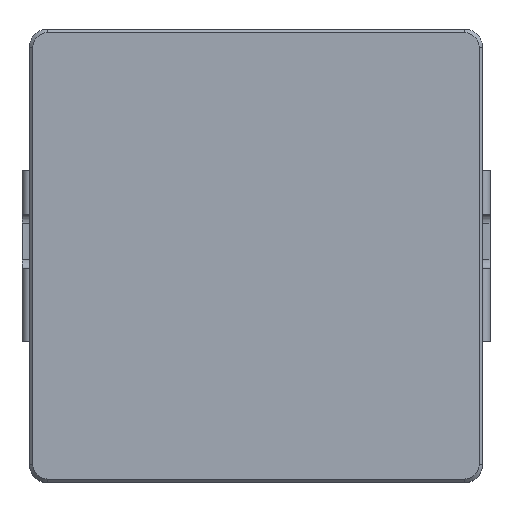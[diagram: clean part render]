
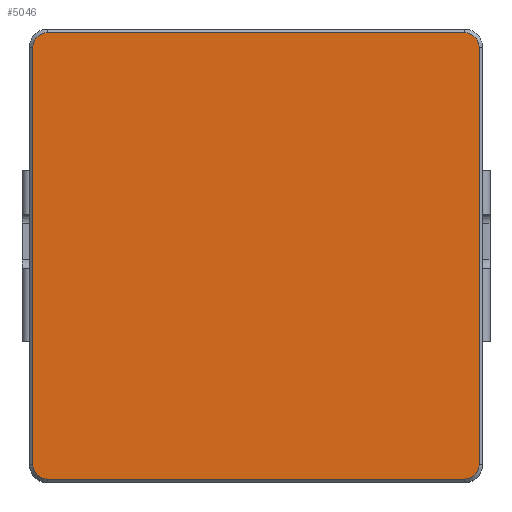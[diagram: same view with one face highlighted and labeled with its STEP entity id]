
A CAD part, top view. The second image highlights one B-rep face of the part: STEP entity #5046.
In plain terms, the highlighted face is planar.
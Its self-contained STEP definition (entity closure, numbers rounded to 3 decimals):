
#5046 = ADVANCED_FACE('',(#5047),#5061,.T.);
#5047 = FACE_BOUND('',#5048,.T.);
#5048 = EDGE_LOOP('',(#5049,#5084,#5113,#5141,#5170,#5198,#5227,#5255));
#5049 = ORIENTED_EDGE('',*,*,#5050,.T.);
#5050 = EDGE_CURVE('',#5051,#5053,#5055,.T.);
#5051 = VERTEX_POINT('',#5052);
#5052 = CARTESIAN_POINT('',(-6.3,-5.9,0.05));
#5053 = VERTEX_POINT('',#5054);
#5054 = CARTESIAN_POINT('',(-6.3,5.6,0.05));
#5055 = SURFACE_CURVE('',#5056,(#5060,#5072),.PCURVE_S1.);
#5056 = LINE('',#5057,#5058);
#5057 = CARTESIAN_POINT('',(-6.3,-0.15,0.05));
#5058 = VECTOR('',#5059,1.);
#5059 = DIRECTION('',(0.,1.,0.));
#5060 = PCURVE('',#5061,#5066);
#5061 = PLANE('',#5062);
#5062 = AXIS2_PLACEMENT_3D('',#5063,#5064,#5065);
#5063 = CARTESIAN_POINT('',(-0.15,-0.15,0.05));
#5064 = DIRECTION('',(0.,0.,-1.));
#5065 = DIRECTION('',(-1.,0.,0.));
#5066 = DEFINITIONAL_REPRESENTATION('',(#5067),#5071);
#5067 = LINE('',#5068,#5069);
#5068 = CARTESIAN_POINT('',(6.15,0.));
#5069 = VECTOR('',#5070,1.);
#5070 = DIRECTION('',(0.,1.));
#5071 = ( GEOMETRIC_REPRESENTATION_CONTEXT(2) 
PARAMETRIC_REPRESENTATION_CONTEXT() REPRESENTATION_CONTEXT('2D SPACE',''
  ) );
#5072 = PCURVE('',#5073,#5078);
#5073 = PLANE('',#5074);
#5074 = AXIS2_PLACEMENT_3D('',#5075,#5076,#5077);
#5075 = CARTESIAN_POINT('',(-6.3,-0.15,0.05));
#5076 = DIRECTION('',(0.707,0.,0.707));
#5077 = DIRECTION('',(0.707,0.,-0.707));
#5078 = DEFINITIONAL_REPRESENTATION('',(#5079),#5083);
#5079 = LINE('',#5080,#5081);
#5080 = CARTESIAN_POINT('',(0.,0.));
#5081 = VECTOR('',#5082,1.);
#5082 = DIRECTION('',(0.,1.));
#5083 = ( GEOMETRIC_REPRESENTATION_CONTEXT(2) 
PARAMETRIC_REPRESENTATION_CONTEXT() REPRESENTATION_CONTEXT('2D SPACE',''
  ) );
#5084 = ORIENTED_EDGE('',*,*,#5085,.T.);
#5085 = EDGE_CURVE('',#5053,#5086,#5088,.T.);
#5086 = VERTEX_POINT('',#5087);
#5087 = CARTESIAN_POINT('',(-5.9,6.,0.05));
#5088 = SURFACE_CURVE('',#5089,(#5094,#5101),.PCURVE_S1.);
#5089 = CIRCLE('',#5090,0.4);
#5090 = AXIS2_PLACEMENT_3D('',#5091,#5092,#5093);
#5091 = CARTESIAN_POINT('',(-5.9,5.6,0.05));
#5092 = DIRECTION('',(0.,0.,-1.));
#5093 = DIRECTION('',(-1.,0.,0.));
#5094 = PCURVE('',#5061,#5095);
#5095 = DEFINITIONAL_REPRESENTATION('',(#5096),#5100);
#5096 = CIRCLE('',#5097,0.4);
#5097 = AXIS2_PLACEMENT_2D('',#5098,#5099);
#5098 = CARTESIAN_POINT('',(5.75,5.75));
#5099 = DIRECTION('',(1.,0.));
#5100 = ( GEOMETRIC_REPRESENTATION_CONTEXT(2) 
PARAMETRIC_REPRESENTATION_CONTEXT() REPRESENTATION_CONTEXT('2D SPACE',''
  ) );
#5101 = PCURVE('',#5102,#5107);
#5102 = CONICAL_SURFACE('',#5103,0.4,0.785);
#5103 = AXIS2_PLACEMENT_3D('',#5104,#5105,#5106);
#5104 = CARTESIAN_POINT('',(-5.9,5.6,0.05));
#5105 = DIRECTION('',(0.,0.,1.));
#5106 = DIRECTION('',(1.,0.,-0.));
#5107 = DEFINITIONAL_REPRESENTATION('',(#5108),#5112);
#5108 = LINE('',#5109,#5110);
#5109 = CARTESIAN_POINT('',(3.142,0.));
#5110 = VECTOR('',#5111,1.);
#5111 = DIRECTION('',(-1.,0.));
#5112 = ( GEOMETRIC_REPRESENTATION_CONTEXT(2) 
PARAMETRIC_REPRESENTATION_CONTEXT() REPRESENTATION_CONTEXT('2D SPACE',''
  ) );
#5113 = ORIENTED_EDGE('',*,*,#5114,.T.);
#5114 = EDGE_CURVE('',#5086,#5115,#5117,.T.);
#5115 = VERTEX_POINT('',#5116);
#5116 = CARTESIAN_POINT('',(5.6,6.,0.05));
#5117 = SURFACE_CURVE('',#5118,(#5122,#5129),.PCURVE_S1.);
#5118 = LINE('',#5119,#5120);
#5119 = CARTESIAN_POINT('',(-0.15,6.,0.05));
#5120 = VECTOR('',#5121,1.);
#5121 = DIRECTION('',(1.,0.,0.));
#5122 = PCURVE('',#5061,#5123);
#5123 = DEFINITIONAL_REPRESENTATION('',(#5124),#5128);
#5124 = LINE('',#5125,#5126);
#5125 = CARTESIAN_POINT('',(0.,6.15));
#5126 = VECTOR('',#5127,1.);
#5127 = DIRECTION('',(-1.,0.));
#5128 = ( GEOMETRIC_REPRESENTATION_CONTEXT(2) 
PARAMETRIC_REPRESENTATION_CONTEXT() REPRESENTATION_CONTEXT('2D SPACE',''
  ) );
#5129 = PCURVE('',#5130,#5135);
#5130 = PLANE('',#5131);
#5131 = AXIS2_PLACEMENT_3D('',#5132,#5133,#5134);
#5132 = CARTESIAN_POINT('',(-0.15,6.,0.05));
#5133 = DIRECTION('',(0.,-0.707,0.707));
#5134 = DIRECTION('',(0.,-0.707,-0.707));
#5135 = DEFINITIONAL_REPRESENTATION('',(#5136),#5140);
#5136 = LINE('',#5137,#5138);
#5137 = CARTESIAN_POINT('',(0.,0.));
#5138 = VECTOR('',#5139,1.);
#5139 = DIRECTION('',(0.,1.));
#5140 = ( GEOMETRIC_REPRESENTATION_CONTEXT(2) 
PARAMETRIC_REPRESENTATION_CONTEXT() REPRESENTATION_CONTEXT('2D SPACE',''
  ) );
#5141 = ORIENTED_EDGE('',*,*,#5142,.T.);
#5142 = EDGE_CURVE('',#5115,#5143,#5145,.T.);
#5143 = VERTEX_POINT('',#5144);
#5144 = CARTESIAN_POINT('',(6.,5.6,0.05));
#5145 = SURFACE_CURVE('',#5146,(#5151,#5158),.PCURVE_S1.);
#5146 = CIRCLE('',#5147,0.4);
#5147 = AXIS2_PLACEMENT_3D('',#5148,#5149,#5150);
#5148 = CARTESIAN_POINT('',(5.6,5.6,0.05));
#5149 = DIRECTION('',(0.,0.,-1.));
#5150 = DIRECTION('',(-1.,0.,0.));
#5151 = PCURVE('',#5061,#5152);
#5152 = DEFINITIONAL_REPRESENTATION('',(#5153),#5157);
#5153 = CIRCLE('',#5154,0.4);
#5154 = AXIS2_PLACEMENT_2D('',#5155,#5156);
#5155 = CARTESIAN_POINT('',(-5.75,5.75));
#5156 = DIRECTION('',(1.,0.));
#5157 = ( GEOMETRIC_REPRESENTATION_CONTEXT(2) 
PARAMETRIC_REPRESENTATION_CONTEXT() REPRESENTATION_CONTEXT('2D SPACE',''
  ) );
#5158 = PCURVE('',#5159,#5164);
#5159 = CONICAL_SURFACE('',#5160,0.4,0.785);
#5160 = AXIS2_PLACEMENT_3D('',#5161,#5162,#5163);
#5161 = CARTESIAN_POINT('',(5.6,5.6,0.05));
#5162 = DIRECTION('',(0.,0.,1.));
#5163 = DIRECTION('',(1.,0.,-0.));
#5164 = DEFINITIONAL_REPRESENTATION('',(#5165),#5169);
#5165 = LINE('',#5166,#5167);
#5166 = CARTESIAN_POINT('',(3.142,0.));
#5167 = VECTOR('',#5168,1.);
#5168 = DIRECTION('',(-1.,0.));
#5169 = ( GEOMETRIC_REPRESENTATION_CONTEXT(2) 
PARAMETRIC_REPRESENTATION_CONTEXT() REPRESENTATION_CONTEXT('2D SPACE',''
  ) );
#5170 = ORIENTED_EDGE('',*,*,#5171,.T.);
#5171 = EDGE_CURVE('',#5143,#5172,#5174,.T.);
#5172 = VERTEX_POINT('',#5173);
#5173 = CARTESIAN_POINT('',(6.,-5.9,0.05));
#5174 = SURFACE_CURVE('',#5175,(#5179,#5186),.PCURVE_S1.);
#5175 = LINE('',#5176,#5177);
#5176 = CARTESIAN_POINT('',(6.,-0.15,0.05));
#5177 = VECTOR('',#5178,1.);
#5178 = DIRECTION('',(0.,-1.,0.));
#5179 = PCURVE('',#5061,#5180);
#5180 = DEFINITIONAL_REPRESENTATION('',(#5181),#5185);
#5181 = LINE('',#5182,#5183);
#5182 = CARTESIAN_POINT('',(-6.15,0.));
#5183 = VECTOR('',#5184,1.);
#5184 = DIRECTION('',(0.,-1.));
#5185 = ( GEOMETRIC_REPRESENTATION_CONTEXT(2) 
PARAMETRIC_REPRESENTATION_CONTEXT() REPRESENTATION_CONTEXT('2D SPACE',''
  ) );
#5186 = PCURVE('',#5187,#5192);
#5187 = PLANE('',#5188);
#5188 = AXIS2_PLACEMENT_3D('',#5189,#5190,#5191);
#5189 = CARTESIAN_POINT('',(6.1,-0.15,0.15));
#5190 = DIRECTION('',(-0.707,0.,0.707));
#5191 = DIRECTION('',(0.707,0.,0.707));
#5192 = DEFINITIONAL_REPRESENTATION('',(#5193),#5197);
#5193 = LINE('',#5194,#5195);
#5194 = CARTESIAN_POINT('',(-0.141,0.));
#5195 = VECTOR('',#5196,1.);
#5196 = DIRECTION('',(0.,-1.));
#5197 = ( GEOMETRIC_REPRESENTATION_CONTEXT(2) 
PARAMETRIC_REPRESENTATION_CONTEXT() REPRESENTATION_CONTEXT('2D SPACE',''
  ) );
#5198 = ORIENTED_EDGE('',*,*,#5199,.T.);
#5199 = EDGE_CURVE('',#5172,#5200,#5202,.T.);
#5200 = VERTEX_POINT('',#5201);
#5201 = CARTESIAN_POINT('',(5.6,-6.3,0.05));
#5202 = SURFACE_CURVE('',#5203,(#5208,#5215),.PCURVE_S1.);
#5203 = CIRCLE('',#5204,0.4);
#5204 = AXIS2_PLACEMENT_3D('',#5205,#5206,#5207);
#5205 = CARTESIAN_POINT('',(5.6,-5.9,0.05));
#5206 = DIRECTION('',(0.,0.,-1.));
#5207 = DIRECTION('',(-1.,0.,0.));
#5208 = PCURVE('',#5061,#5209);
#5209 = DEFINITIONAL_REPRESENTATION('',(#5210),#5214);
#5210 = CIRCLE('',#5211,0.4);
#5211 = AXIS2_PLACEMENT_2D('',#5212,#5213);
#5212 = CARTESIAN_POINT('',(-5.75,-5.75));
#5213 = DIRECTION('',(1.,0.));
#5214 = ( GEOMETRIC_REPRESENTATION_CONTEXT(2) 
PARAMETRIC_REPRESENTATION_CONTEXT() REPRESENTATION_CONTEXT('2D SPACE',''
  ) );
#5215 = PCURVE('',#5216,#5221);
#5216 = CONICAL_SURFACE('',#5217,0.4,0.785);
#5217 = AXIS2_PLACEMENT_3D('',#5218,#5219,#5220);
#5218 = CARTESIAN_POINT('',(5.6,-5.9,0.05));
#5219 = DIRECTION('',(0.,0.,1.));
#5220 = DIRECTION('',(1.,0.,-0.));
#5221 = DEFINITIONAL_REPRESENTATION('',(#5222),#5226);
#5222 = LINE('',#5223,#5224);
#5223 = CARTESIAN_POINT('',(9.425,0.));
#5224 = VECTOR('',#5225,1.);
#5225 = DIRECTION('',(-1.,0.));
#5226 = ( GEOMETRIC_REPRESENTATION_CONTEXT(2) 
PARAMETRIC_REPRESENTATION_CONTEXT() REPRESENTATION_CONTEXT('2D SPACE',''
  ) );
#5227 = ORIENTED_EDGE('',*,*,#5228,.T.);
#5228 = EDGE_CURVE('',#5200,#5229,#5231,.T.);
#5229 = VERTEX_POINT('',#5230);
#5230 = CARTESIAN_POINT('',(-5.9,-6.3,0.05));
#5231 = SURFACE_CURVE('',#5232,(#5236,#5243),.PCURVE_S1.);
#5232 = LINE('',#5233,#5234);
#5233 = CARTESIAN_POINT('',(-0.15,-6.3,0.05));
#5234 = VECTOR('',#5235,1.);
#5235 = DIRECTION('',(-1.,0.,0.));
#5236 = PCURVE('',#5061,#5237);
#5237 = DEFINITIONAL_REPRESENTATION('',(#5238),#5242);
#5238 = LINE('',#5239,#5240);
#5239 = CARTESIAN_POINT('',(0.,-6.15));
#5240 = VECTOR('',#5241,1.);
#5241 = DIRECTION('',(1.,0.));
#5242 = ( GEOMETRIC_REPRESENTATION_CONTEXT(2) 
PARAMETRIC_REPRESENTATION_CONTEXT() REPRESENTATION_CONTEXT('2D SPACE',''
  ) );
#5243 = PCURVE('',#5244,#5249);
#5244 = PLANE('',#5245);
#5245 = AXIS2_PLACEMENT_3D('',#5246,#5247,#5248);
#5246 = CARTESIAN_POINT('',(-0.15,-6.3,0.05));
#5247 = DIRECTION('',(0.,0.707,0.707));
#5248 = DIRECTION('',(0.,-0.707,0.707));
#5249 = DEFINITIONAL_REPRESENTATION('',(#5250),#5254);
#5250 = LINE('',#5251,#5252);
#5251 = CARTESIAN_POINT('',(0.,0.));
#5252 = VECTOR('',#5253,1.);
#5253 = DIRECTION('',(0.,-1.));
#5254 = ( GEOMETRIC_REPRESENTATION_CONTEXT(2) 
PARAMETRIC_REPRESENTATION_CONTEXT() REPRESENTATION_CONTEXT('2D SPACE',''
  ) );
#5255 = ORIENTED_EDGE('',*,*,#5256,.T.);
#5256 = EDGE_CURVE('',#5229,#5051,#5257,.T.);
#5257 = SURFACE_CURVE('',#5258,(#5263,#5270),.PCURVE_S1.);
#5258 = CIRCLE('',#5259,0.4);
#5259 = AXIS2_PLACEMENT_3D('',#5260,#5261,#5262);
#5260 = CARTESIAN_POINT('',(-5.9,-5.9,0.05));
#5261 = DIRECTION('',(0.,0.,-1.));
#5262 = DIRECTION('',(-1.,0.,0.));
#5263 = PCURVE('',#5061,#5264);
#5264 = DEFINITIONAL_REPRESENTATION('',(#5265),#5269);
#5265 = CIRCLE('',#5266,0.4);
#5266 = AXIS2_PLACEMENT_2D('',#5267,#5268);
#5267 = CARTESIAN_POINT('',(5.75,-5.75));
#5268 = DIRECTION('',(1.,0.));
#5269 = ( GEOMETRIC_REPRESENTATION_CONTEXT(2) 
PARAMETRIC_REPRESENTATION_CONTEXT() REPRESENTATION_CONTEXT('2D SPACE',''
  ) );
#5270 = PCURVE('',#5271,#5276);
#5271 = CONICAL_SURFACE('',#5272,0.4,0.785);
#5272 = AXIS2_PLACEMENT_3D('',#5273,#5274,#5275);
#5273 = CARTESIAN_POINT('',(-5.9,-5.9,0.05));
#5274 = DIRECTION('',(0.,0.,1.));
#5275 = DIRECTION('',(1.,0.,-0.));
#5276 = DEFINITIONAL_REPRESENTATION('',(#5277),#5281);
#5277 = LINE('',#5278,#5279);
#5278 = CARTESIAN_POINT('',(9.425,0.));
#5279 = VECTOR('',#5280,1.);
#5280 = DIRECTION('',(-1.,0.));
#5281 = ( GEOMETRIC_REPRESENTATION_CONTEXT(2) 
PARAMETRIC_REPRESENTATION_CONTEXT() REPRESENTATION_CONTEXT('2D SPACE',''
  ) );
